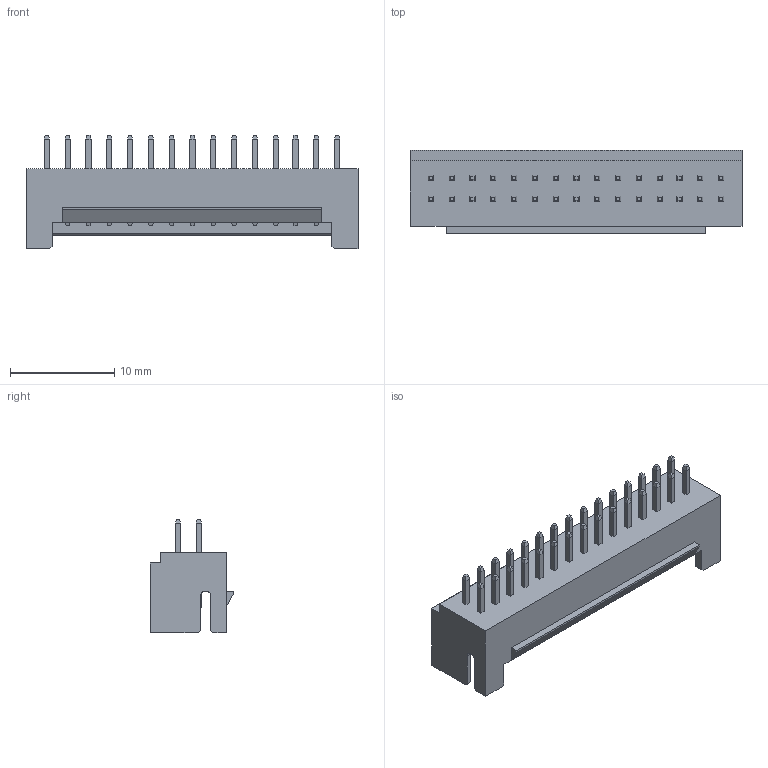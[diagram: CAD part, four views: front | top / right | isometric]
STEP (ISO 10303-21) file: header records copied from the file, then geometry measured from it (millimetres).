
FILE_DESCRIPTION (( 'STEP AP214' ), '1' );
FILE_NAME ('FWF20012-D30S22W5B-REF.STEP', '2025-01-10T05:34:11', ( '' ), ( '' ), 'SwSTEP 2.0', 'SolidWorks 2021', '' );
FILE_SCHEMA (( 'AUTOMOTIVE_DESIGN' ));
Length unit declared in the file: millimetre
Products named in the file (1): FWF20012-D30S22W5B-REF
Bounding box: 31.9 x 8 x 10.9 mm (x, y, z)
Volume: 600.9 mm3; surface area: 1783.4 mm2
Topology: 1 solids, 1 shells, 596 faces, 1346 edges, 812 vertices
Faces by surface type: plane 593, cylinder 3
Entity records: 15982 total; most frequent: CARTESIAN_POINT 2755, ORIENTED_EDGE 2692, DIRECTION 2546, EDGE_CURVE 1346, VECTOR 1340, LINE 1340, VERTEX_POINT 812, EDGE_LOOP 656
